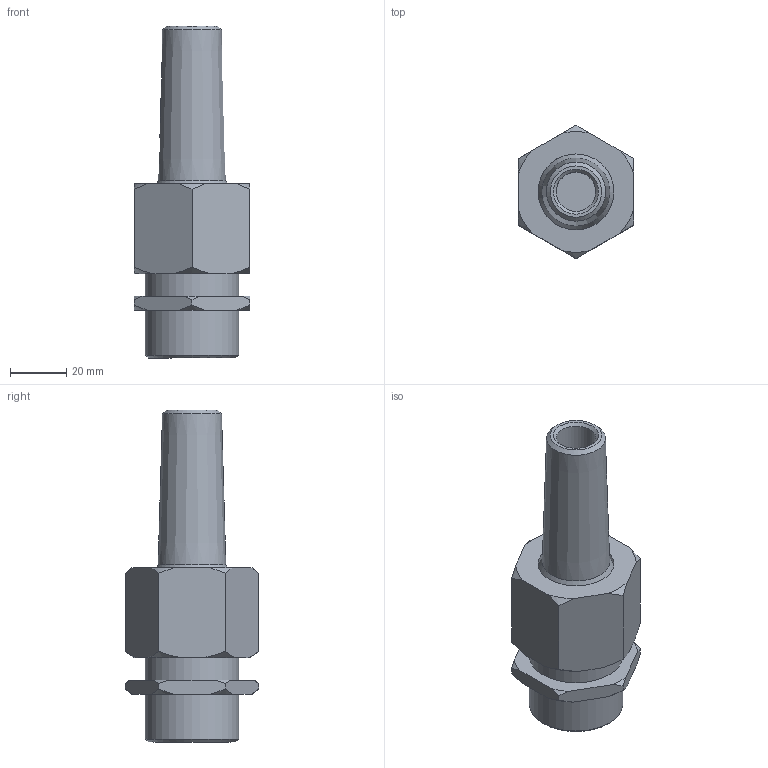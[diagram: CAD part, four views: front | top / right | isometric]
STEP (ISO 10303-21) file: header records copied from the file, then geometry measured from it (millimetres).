
FILE_DESCRIPTION(/* description */ (''),/* implementation_level */ '2;1');
FILE_NAME(/* name */ 'komet10-14.stp',/* time_stamp */ '2015-06-30T10:35:27+02:00',/* author */ ('guzb562'),/* organization */ (''),/* preprocessor_version */ 'ST-DEVELOPER v15.6',/* originating_system */ 'Autodesk Inventor 2015',/* authorisation */ '');
FILE_SCHEMA (('AUTOMOTIVE_DESIGN { 1 0 10303 214 3 1 1 }'));
Length unit declared in the file: millimetre
Products named in the file (2): komet 10-14; komet10-14
Assembly tree (1 placements, depth 2):
  komet10-14
    komet 10-14
Bounding box: 41.02 x 47.34 x 118 mm (x, y, z)
Volume: 65106.5 mm3; surface area: 23414 mm2
Topology: 1 solids, 1 shells, 263 faces, 691 edges, 459 vertices
Faces by surface type: plane 144, bspline 78, cone 31, cylinder 10
Full cylindrical faces by diameter (mm): 14 x1, 26 x1, 27 x1, 30.5 x1, 33.2 x2
Entity records: 8838 total; most frequent: CARTESIAN_POINT 2949, ORIENTED_EDGE 1352, DIRECTION 899, EDGE_CURVE 676, VERTEX_POINT 457, LINE 421, VECTOR 421, EDGE_LOOP 305
